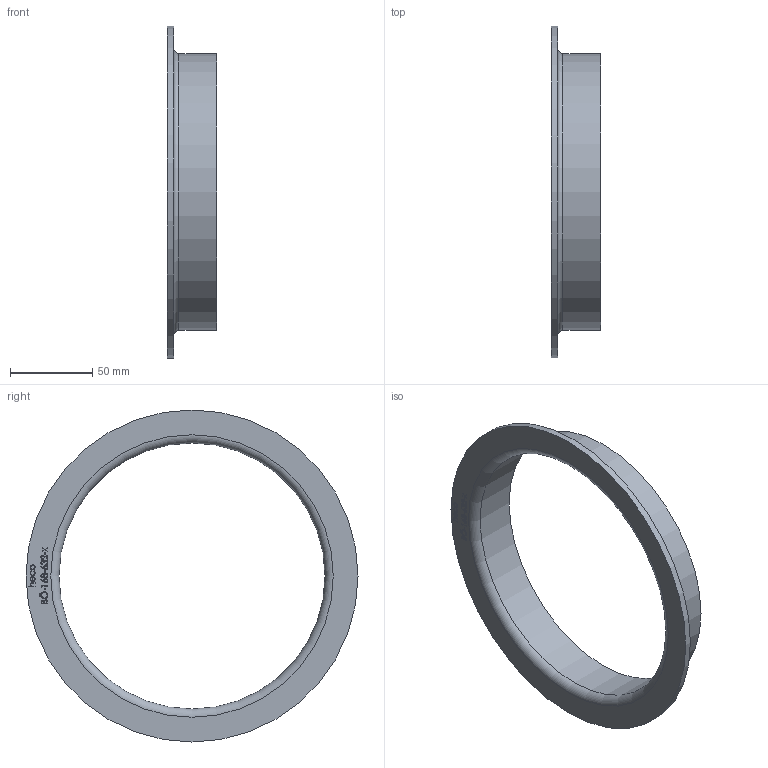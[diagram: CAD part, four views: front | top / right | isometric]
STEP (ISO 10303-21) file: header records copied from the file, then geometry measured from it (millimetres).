
FILE_DESCRIPTION (( 'STEP AP214' ), '1' );
FILE_NAME ('BÖ-168-632-x Vorschweissbördel 2010.STEP', '2020-10-14T09:51:19', ( '' ), ( '' ), 'SwSTEP 2.0', 'SolidWorks 2019', '' );
FILE_SCHEMA (( 'AUTOMOTIVE_DESIGN' ));
Length unit declared in the file: millimetre
Products named in the file (1): BÖ-168-632-x Vorschweissbördel 2010
Bounding box: 30 x 202 x 202 mm (x, y, z)
Volume: 87243.6 mm3; surface area: 52799.2 mm2
Topology: 1 solids, 1 shells, 217 faces, 560 edges, 373 vertices
Faces by surface type: bspline 115, plane 97, cylinder 3, torus 2
Full cylindrical faces by diameter (mm): 161.9 x1, 168.3 x1, 202 x1
Entity records: 14780 total; most frequent: CARTESIAN_POINT 8051, ORIENTED_EDGE 1108, EDGE_CURVE 554, DIRECTION 538, VERTEX_POINT 372, VECTOR 316, LINE 316, EDGE_LOOP 252
